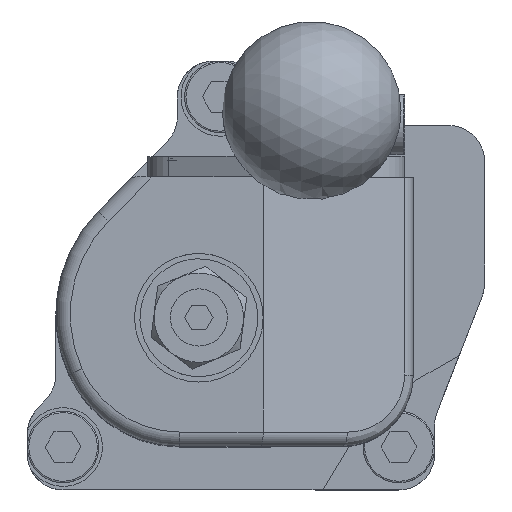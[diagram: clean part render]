
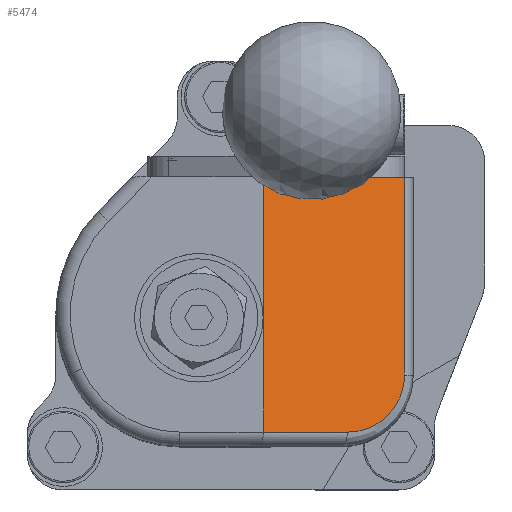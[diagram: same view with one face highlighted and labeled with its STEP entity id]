
A CAD part, top view. The second image highlights one B-rep face of the part: STEP entity #5474.
In plain terms, the highlighted face is planar.
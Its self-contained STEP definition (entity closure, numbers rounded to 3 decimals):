
#43=ELLIPSE('',#7596,8.691,8.);
#144=LINE('',#10194,#513);
#190=LINE('',#10348,#559);
#191=LINE('',#10352,#560);
#194=LINE('',#10377,#563);
#195=LINE('',#10381,#564);
#513=VECTOR('',#8344,1000.);
#559=VECTOR('',#8502,1000.);
#560=VECTOR('',#8505,1000.);
#563=VECTOR('',#8538,1000.);
#564=VECTOR('',#8541,1000.);
#1058=PLANE('',#7595);
#1556=ORIENTED_EDGE('',*,*,#2828,.F.);
#1557=ORIENTED_EDGE('',*,*,#2841,.T.);
#1558=ORIENTED_EDGE('',*,*,#2842,.T.);
#1559=ORIENTED_EDGE('',*,*,#2843,.T.);
#1560=ORIENTED_EDGE('',*,*,#2751,.T.);
#1561=ORIENTED_EDGE('',*,*,#2830,.F.);
#2751=EDGE_CURVE('',#3442,#3441,#144,.T.);
#2828=EDGE_CURVE('',#3487,#3488,#190,.T.);
#2830=EDGE_CURVE('',#3488,#3441,#191,.T.);
#2841=EDGE_CURVE('',#3487,#3496,#194,.T.);
#2842=EDGE_CURVE('',#3496,#3497,#43,.F.);
#2843=EDGE_CURVE('',#3497,#3442,#195,.T.);
#3441=VERTEX_POINT('',#10193);
#3442=VERTEX_POINT('',#10195);
#3487=VERTEX_POINT('',#10349);
#3488=VERTEX_POINT('',#10350);
#3496=VERTEX_POINT('',#10378);
#3497=VERTEX_POINT('',#10380);
#4260=EDGE_LOOP('',(#1556,#1557,#1558,#1559,#1560,#1561));
#4819=FACE_BOUND('',#4260,.T.);
#5474=ADVANCED_FACE('',(#4819),#1058,.F.);
#7595=AXIS2_PLACEMENT_3D('',#10376,#8536,#8537);
#7596=AXIS2_PLACEMENT_3D('',#10379,#8539,#8540);
#8344=DIRECTION('',(0.,0.391,-0.921));
#8502=DIRECTION('',(1.,0.,0.));
#8505=DIRECTION('',(1.,0.,0.));
#8536=DIRECTION('',(0.,-0.921,-0.391));
#8537=DIRECTION('',(0.,0.391,-0.921));
#8538=DIRECTION('',(0.,-0.391,0.921));
#8539=DIRECTION('',(0.,-0.921,-0.391));
#8540=DIRECTION('',(0.,-0.391,0.921));
#8541=DIRECTION('',(1.,0.,0.));
#10193=CARTESIAN_POINT('',(43.7,62.5,33.));
#10194=CARTESIAN_POINT('',(43.7,53.586,54.));
#10195=CARTESIAN_POINT('',(43.7,54.103,52.781));
#10348=CARTESIAN_POINT('',(23.,62.5,33.));
#10349=CARTESIAN_POINT('',(8.,62.5,33.));
#10350=CARTESIAN_POINT('',(24.,62.5,33.));
#10352=CARTESIAN_POINT('',(23.,62.5,33.));
#10376=CARTESIAN_POINT('',(-64.014,53.586,54.));
#10377=CARTESIAN_POINT('',(8.,57.831,44.));
#10378=CARTESIAN_POINT('',(8.,57.499,44.781));
#10379=CARTESIAN_POINT('',(16.,57.499,44.781));
#10380=CARTESIAN_POINT('',(16.,54.103,52.781));
#10381=CARTESIAN_POINT('',(43.7,54.103,52.781));
